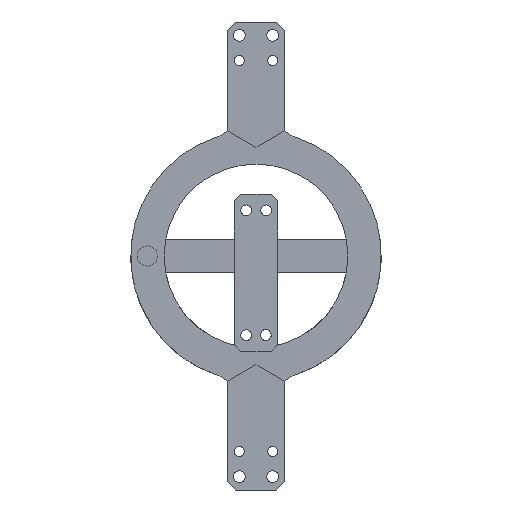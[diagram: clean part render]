
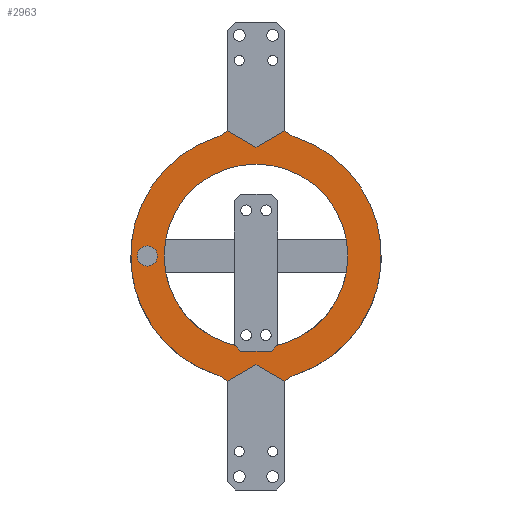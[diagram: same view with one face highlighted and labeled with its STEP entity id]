
A CAD part, front view. The second image highlights one B-rep face of the part: STEP entity #2963.
In plain terms, the highlighted face is planar.
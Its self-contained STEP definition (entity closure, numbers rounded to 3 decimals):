
#59=FACE_BOUND('',#387,.T.);
#60=FACE_BOUND('',#388,.T.);
#61=FACE_BOUND('',#389,.T.);
#62=FACE_BOUND('',#390,.T.);
#110=PLANE('',#3193);
#221=FACE_OUTER_BOUND('',#386,.T.);
#386=EDGE_LOOP('',(#2083,#2084,#2085,#2086,#2087,#2088,#2089,#2090,#2091,
#2092,#2093,#2094));
#387=EDGE_LOOP('',(#2095));
#388=EDGE_LOOP('',(#2096));
#389=EDGE_LOOP('',(#2097));
#390=EDGE_LOOP('',(#2098));
#601=LINE('',#4391,#919);
#602=LINE('',#4395,#920);
#603=LINE('',#4402,#921);
#604=LINE('',#4404,#922);
#919=VECTOR('',#3513,1000.);
#920=VECTOR('',#3516,1000.);
#921=VECTOR('',#3523,1000.);
#922=VECTOR('',#3524,1000.);
#1228=CIRCLE('',#3172,55.);
#1230=CIRCLE('',#3175,6.);
#1232=CIRCLE('',#3178,2.75);
#1234=CIRCLE('',#3181,2.75);
#1236=CIRCLE('',#3184,10.);
#1244=CIRCLE('',#3194,20.);
#1245=CIRCLE('',#3195,10.);
#1246=CIRCLE('',#3196,20.);
#1247=CIRCLE('',#3197,75.);
#1248=CIRCLE('',#3198,20.);
#1249=CIRCLE('',#3199,20.);
#1250=CIRCLE('',#3200,75.);
#1335=VERTEX_POINT('',#4334);
#1337=VERTEX_POINT('',#4340);
#1339=VERTEX_POINT('',#4346);
#1341=VERTEX_POINT('',#4352);
#1344=VERTEX_POINT('',#4359);
#1345=VERTEX_POINT('',#4361);
#1356=VERTEX_POINT('',#4387);
#1357=VERTEX_POINT('',#4388);
#1358=VERTEX_POINT('',#4390);
#1359=VERTEX_POINT('',#4392);
#1360=VERTEX_POINT('',#4394);
#1361=VERTEX_POINT('',#4396);
#1362=VERTEX_POINT('',#4398);
#1363=VERTEX_POINT('',#4400);
#1364=VERTEX_POINT('',#4403);
#1365=VERTEX_POINT('',#4405);
#1621=EDGE_CURVE('',#1335,#1335,#1228,.T.);
#1624=EDGE_CURVE('',#1337,#1337,#1230,.T.);
#1627=EDGE_CURVE('',#1339,#1339,#1232,.T.);
#1630=EDGE_CURVE('',#1341,#1341,#1234,.T.);
#1633=EDGE_CURVE('',#1344,#1345,#1236,.T.);
#1646=EDGE_CURVE('',#1356,#1357,#1244,.T.);
#1647=EDGE_CURVE('',#1358,#1356,#601,.T.);
#1648=EDGE_CURVE('',#1359,#1358,#1245,.T.);
#1649=EDGE_CURVE('',#1360,#1359,#602,.T.);
#1650=EDGE_CURVE('',#1361,#1360,#1246,.T.);
#1651=EDGE_CURVE('',#1362,#1361,#1247,.T.);
#1652=EDGE_CURVE('',#1363,#1362,#1248,.T.);
#1653=EDGE_CURVE('',#1345,#1363,#603,.T.);
#1654=EDGE_CURVE('',#1364,#1344,#604,.T.);
#1655=EDGE_CURVE('',#1365,#1364,#1249,.T.);
#1656=EDGE_CURVE('',#1357,#1365,#1250,.T.);
#2083=ORIENTED_EDGE('',*,*,#1646,.F.);
#2084=ORIENTED_EDGE('',*,*,#1647,.F.);
#2085=ORIENTED_EDGE('',*,*,#1648,.F.);
#2086=ORIENTED_EDGE('',*,*,#1649,.F.);
#2087=ORIENTED_EDGE('',*,*,#1650,.F.);
#2088=ORIENTED_EDGE('',*,*,#1651,.F.);
#2089=ORIENTED_EDGE('',*,*,#1652,.F.);
#2090=ORIENTED_EDGE('',*,*,#1653,.F.);
#2091=ORIENTED_EDGE('',*,*,#1633,.F.);
#2092=ORIENTED_EDGE('',*,*,#1654,.F.);
#2093=ORIENTED_EDGE('',*,*,#1655,.F.);
#2094=ORIENTED_EDGE('',*,*,#1656,.F.);
#2095=ORIENTED_EDGE('',*,*,#1630,.T.);
#2096=ORIENTED_EDGE('',*,*,#1627,.T.);
#2097=ORIENTED_EDGE('',*,*,#1624,.T.);
#2098=ORIENTED_EDGE('',*,*,#1621,.T.);
#2963=ADVANCED_FACE('',(#221,#59,#60,#61,#62),#110,.F.);
#3172=AXIS2_PLACEMENT_3D('',#4336,#3458,#3459);
#3175=AXIS2_PLACEMENT_3D('',#4342,#3465,#3466);
#3178=AXIS2_PLACEMENT_3D('',#4348,#3472,#3473);
#3181=AXIS2_PLACEMENT_3D('',#4354,#3479,#3480);
#3184=AXIS2_PLACEMENT_3D('',#4362,#3486,#3487);
#3193=AXIS2_PLACEMENT_3D('',#4386,#3509,#3510);
#3194=AXIS2_PLACEMENT_3D('',#4389,#3511,#3512);
#3195=AXIS2_PLACEMENT_3D('',#4393,#3514,#3515);
#3196=AXIS2_PLACEMENT_3D('',#4397,#3517,#3518);
#3197=AXIS2_PLACEMENT_3D('',#4399,#3519,#3520);
#3198=AXIS2_PLACEMENT_3D('',#4401,#3521,#3522);
#3199=AXIS2_PLACEMENT_3D('',#4406,#3525,#3526);
#3200=AXIS2_PLACEMENT_3D('',#4407,#3527,#3528);
#3458=DIRECTION('center_axis',(0.,0.,1.));
#3459=DIRECTION('ref_axis',(1.,0.,0.));
#3465=DIRECTION('center_axis',(0.,0.,1.));
#3466=DIRECTION('ref_axis',(1.,0.,0.));
#3472=DIRECTION('center_axis',(0.,0.,1.));
#3473=DIRECTION('ref_axis',(1.,0.,0.));
#3479=DIRECTION('center_axis',(0.,0.,1.));
#3480=DIRECTION('ref_axis',(1.,0.,0.));
#3486=DIRECTION('center_axis',(0.,0.,1.));
#3487=DIRECTION('ref_axis',(1.,0.,0.));
#3509=DIRECTION('center_axis',(0.,0.,1.));
#3510=DIRECTION('ref_axis',(1.,0.,0.));
#3511=DIRECTION('center_axis',(0.,0.,-1.));
#3512=DIRECTION('ref_axis',(1.,0.,0.));
#3513=DIRECTION('',(1.,0.,0.));
#3514=DIRECTION('center_axis',(0.,0.,1.));
#3515=DIRECTION('ref_axis',(1.,0.,0.));
#3516=DIRECTION('',(-1.,0.,0.));
#3517=DIRECTION('center_axis',(0.,0.,-1.));
#3518=DIRECTION('ref_axis',(1.,0.,0.));
#3519=DIRECTION('center_axis',(0.,0.,1.));
#3520=DIRECTION('ref_axis',(1.,0.,0.));
#3521=DIRECTION('center_axis',(0.,0.,-1.));
#3522=DIRECTION('ref_axis',(1.,0.,0.));
#3523=DIRECTION('',(-1.,0.,0.));
#3524=DIRECTION('',(1.,0.,0.));
#3525=DIRECTION('center_axis',(0.,0.,-1.));
#3526=DIRECTION('ref_axis',(1.,0.,0.));
#3527=DIRECTION('center_axis',(0.,0.,1.));
#3528=DIRECTION('ref_axis',(1.,0.,0.));
#4334=CARTESIAN_POINT('',(2648.867,1324.357,0.));
#4336=CARTESIAN_POINT('Origin',(2593.867,1324.357,0.));
#4340=CARTESIAN_POINT('',(2599.867,1259.357,0.));
#4342=CARTESIAN_POINT('Origin',(2593.867,1259.357,0.));
#4346=CARTESIAN_POINT('',(2681.617,1324.357,0.));
#4348=CARTESIAN_POINT('Origin',(2678.867,1324.357,0.));
#4352=CARTESIAN_POINT('',(2511.617,1324.357,0.));
#4354=CARTESIAN_POINT('Origin',(2508.867,1324.357,0.));
#4359=CARTESIAN_POINT('',(2503.867,1334.357,0.));
#4361=CARTESIAN_POINT('',(2503.867,1314.357,0.));
#4362=CARTESIAN_POINT('Origin',(2503.867,1324.357,0.));
#4386=CARTESIAN_POINT('Origin',(2684.006,1354.357,0.));
#4387=CARTESIAN_POINT('',(2684.006,1334.357,0.));
#4388=CARTESIAN_POINT('',(2665.029,1348.041,0.));
#4389=CARTESIAN_POINT('Origin',(2684.006,1354.357,0.));
#4390=CARTESIAN_POINT('',(2683.867,1334.357,0.));
#4391=CARTESIAN_POINT('',(2683.867,1334.357,0.));
#4392=CARTESIAN_POINT('',(2683.867,1314.357,0.));
#4393=CARTESIAN_POINT('Origin',(2683.867,1324.357,0.));
#4394=CARTESIAN_POINT('',(2684.006,1314.357,0.));
#4395=CARTESIAN_POINT('',(2683.867,1314.357,0.));
#4396=CARTESIAN_POINT('',(2665.029,1300.673,0.));
#4397=CARTESIAN_POINT('Origin',(2684.006,1294.357,0.));
#4398=CARTESIAN_POINT('',(2522.705,1300.673,0.));
#4399=CARTESIAN_POINT('Origin',(2593.867,1324.357,0.));
#4400=CARTESIAN_POINT('',(2503.728,1314.357,0.));
#4401=CARTESIAN_POINT('Origin',(2503.728,1294.357,0.));
#4402=CARTESIAN_POINT('',(2503.867,1314.357,0.));
#4403=CARTESIAN_POINT('',(2503.728,1334.357,0.));
#4404=CARTESIAN_POINT('',(2503.867,1334.357,0.));
#4405=CARTESIAN_POINT('',(2522.705,1348.041,0.));
#4406=CARTESIAN_POINT('Origin',(2503.728,1354.357,0.));
#4407=CARTESIAN_POINT('Origin',(2593.867,1324.357,0.));
